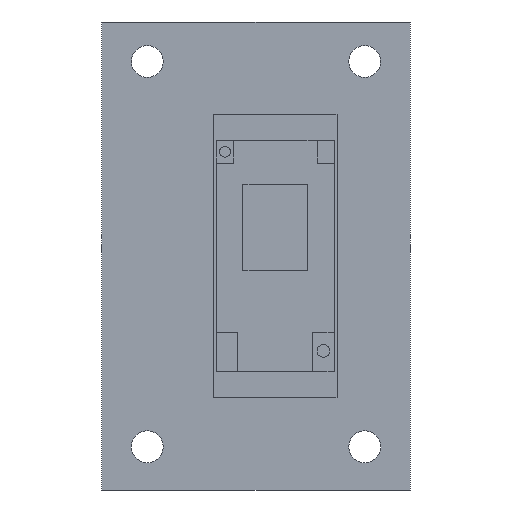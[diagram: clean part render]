
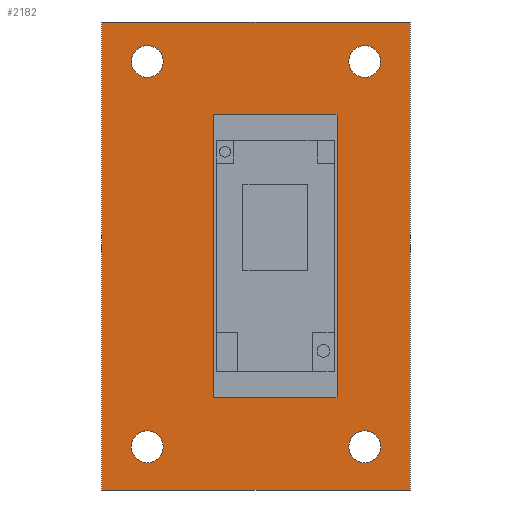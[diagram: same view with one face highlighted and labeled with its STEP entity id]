
A CAD part, front view. The second image highlights one B-rep face of the part: STEP entity #2182.
In plain terms, the highlighted planar face has unit normal (0, -1, 0).
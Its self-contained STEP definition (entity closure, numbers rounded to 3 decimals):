
#24 = ORIENTED_EDGE ( 'NONE', *, *, #995, .T. ) ;
#43 = ORIENTED_EDGE ( 'NONE', *, *, #1791, .T. ) ;
#82 = VERTEX_POINT ( 'NONE', #2161 ) ;
#87 = VERTEX_POINT ( 'NONE', #3032 ) ;
#96 = AXIS2_PLACEMENT_3D ( 'NONE', #3498, #1641, #415 ) ;
#120 = AXIS2_PLACEMENT_3D ( 'NONE', #4088, #631, #250 ) ;
#131 = FACE_BOUND ( 'NONE', #4172, .T. ) ;
#158 = CARTESIAN_POINT ( 'NONE',  ( 132.995, 0., -66.543 ) ) ;
#178 = DIRECTION ( 'NONE',  ( 0., 1., 0. ) ) ;
#218 = CIRCLE ( 'NONE', #1619, 1.125 ) ;
#223 = CIRCLE ( 'NONE', #96, 1.125 ) ;
#234 = VERTEX_POINT ( 'NONE', #3778 ) ;
#250 = DIRECTION ( 'NONE',  ( 0., 0., 1. ) ) ;
#343 = CARTESIAN_POINT ( 'NONE',  ( 154.788, 0., -66.543 ) ) ;
#392 = CARTESIAN_POINT ( 'NONE',  ( 132.995, 0., -66.543 ) ) ;
#395 = ORIENTED_EDGE ( 'NONE', *, *, #2775, .T. ) ;
#415 = DIRECTION ( 'NONE',  ( 0., 0., 1. ) ) ;
#462 = EDGE_CURVE ( 'NONE', #4611, #4108, #640, .T. ) ;
#486 = AXIS2_PLACEMENT_3D ( 'NONE', #2990, #4168, #3723 ) ;
#495 = DIRECTION ( 'NONE',  ( 0., 1., 0. ) ) ;
#547 = FACE_BOUND ( 'NONE', #4493, .T. ) ;
#559 = DIRECTION ( 'NONE',  ( 0., 0., 1. ) ) ;
#596 = EDGE_LOOP ( 'NONE', ( #4855, #43 ) ) ;
#601 = CARTESIAN_POINT ( 'NONE',  ( 154.788, 0., -99.563 ) ) ;
#631 = DIRECTION ( 'NONE',  ( 0., 1., 0. ) ) ;
#640 = CIRCLE ( 'NONE', #120, 1.125 ) ;
#686 = CARTESIAN_POINT ( 'NONE',  ( 136.22, 0., -96.515 ) ) ;
#695 = CARTESIAN_POINT ( 'NONE',  ( 140.894, 0., -73.043 ) ) ;
#698 = LINE ( 'NONE', #3840, #2879 ) ;
#729 = FACE_BOUND ( 'NONE', #1010, .T. ) ;
#775 = CARTESIAN_POINT ( 'NONE',  ( 136.22, 0., -95.39 ) ) ;
#878 = EDGE_CURVE ( 'NONE', #3839, #87, #1428, .T. ) ;
#905 = CARTESIAN_POINT ( 'NONE',  ( 140.894, 0., -73.043 ) ) ;
#907 = EDGE_LOOP ( 'NONE', ( #1540, #1035, #1337, #3920 ) ) ;
#963 = CARTESIAN_POINT ( 'NONE',  ( 136.22, 0., -69.337 ) ) ;
#995 = EDGE_CURVE ( 'NONE', #3499, #4055, #4743, .T. ) ;
#1010 = EDGE_LOOP ( 'NONE', ( #4465, #1958 ) ) ;
#1035 = ORIENTED_EDGE ( 'NONE', *, *, #4779, .F. ) ;
#1062 = EDGE_CURVE ( 'NONE', #82, #2019, #4384, .T. ) ;
#1073 = CARTESIAN_POINT ( 'NONE',  ( 151.562, 0., -95.39 ) ) ;
#1087 = FACE_OUTER_BOUND ( 'NONE', #907, .T. ) ;
#1124 = CIRCLE ( 'NONE', #1397, 1.125 ) ;
#1151 = DIRECTION ( 'NONE',  ( 0., 0., 1. ) ) ;
#1197 = DIRECTION ( 'NONE',  ( 0., 1., 0. ) ) ;
#1223 = VECTOR ( 'NONE', #1151, 1000. ) ;
#1306 = CARTESIAN_POINT ( 'NONE',  ( 151.562, 0., -97.64 ) ) ;
#1329 = CARTESIAN_POINT ( 'NONE',  ( 149.606, 0., -73.043 ) ) ;
#1337 = ORIENTED_EDGE ( 'NONE', *, *, #2827, .F. ) ;
#1350 = VERTEX_POINT ( 'NONE', #4018 ) ;
#1397 = AXIS2_PLACEMENT_3D ( 'NONE', #3561, #495, #1654 ) ;
#1428 = CIRCLE ( 'NONE', #4163, 1.125 ) ;
#1460 = ORIENTED_EDGE ( 'NONE', *, *, #2457, .T. ) ;
#1513 = CARTESIAN_POINT ( 'NONE',  ( 136.22, 0., -68.212 ) ) ;
#1522 = CIRCLE ( 'NONE', #4531, 1.125 ) ;
#1540 = ORIENTED_EDGE ( 'NONE', *, *, #1665, .F. ) ;
#1563 = LINE ( 'NONE', #3604, #3487 ) ;
#1575 = CARTESIAN_POINT ( 'NONE',  ( 151.562, 0., -70.462 ) ) ;
#1582 = VERTEX_POINT ( 'NONE', #1575 ) ;
#1586 = VERTEX_POINT ( 'NONE', #775 ) ;
#1619 = AXIS2_PLACEMENT_3D ( 'NONE', #1630, #1197, #2810 ) ;
#1630 = CARTESIAN_POINT ( 'NONE',  ( 136.22, 0., -69.337 ) ) ;
#1641 = DIRECTION ( 'NONE',  ( 0., 1., 0. ) ) ;
#1646 = ORIENTED_EDGE ( 'NONE', *, *, #4948, .T. ) ;
#1654 = DIRECTION ( 'NONE',  ( 0., 0., 1. ) ) ;
#1665 = EDGE_CURVE ( 'NONE', #3984, #82, #1863, .T. ) ;
#1700 = VERTEX_POINT ( 'NONE', #2115 ) ;
#1735 = DIRECTION ( 'NONE',  ( 0., 1., 0. ) ) ;
#1791 = EDGE_CURVE ( 'NONE', #234, #1582, #1124, .T. ) ;
#1825 = DIRECTION ( 'NONE',  ( -1., 0., 0. ) ) ;
#1833 = DIRECTION ( 'NONE',  ( 0., 0., 1. ) ) ;
#1863 = LINE ( 'NONE', #392, #4499 ) ;
#1928 = EDGE_CURVE ( 'NONE', #1700, #1586, #1522, .T. ) ;
#1945 = CARTESIAN_POINT ( 'NONE',  ( 132.995, 0., -99.563 ) ) ;
#1958 = ORIENTED_EDGE ( 'NONE', *, *, #462, .T. ) ;
#1989 = CIRCLE ( 'NONE', #486, 1.125 ) ;
#2019 = VERTEX_POINT ( 'NONE', #601 ) ;
#2115 = CARTESIAN_POINT ( 'NONE',  ( 136.22, 0., -97.64 ) ) ;
#2154 = CARTESIAN_POINT ( 'NONE',  ( 149.606, 0., -93.063 ) ) ;
#2161 = CARTESIAN_POINT ( 'NONE',  ( 154.788, 0., -66.543 ) ) ;
#2182 = ADVANCED_FACE ( 'NONE', ( #1087, #547, #131, #729, #2370, #4046 ), #4915, .F. ) ;
#2198 = EDGE_LOOP ( 'NONE', ( #3681, #3464 ) ) ;
#2205 = CARTESIAN_POINT ( 'NONE',  ( 140.894, 0., -93.063 ) ) ;
#2210 = DIRECTION ( 'NONE',  ( 0., 1., 0. ) ) ;
#2222 = CARTESIAN_POINT ( 'NONE',  ( 132.995, 0., -99.563 ) ) ;
#2369 = ORIENTED_EDGE ( 'NONE', *, *, #1928, .T. ) ;
#2370 = FACE_BOUND ( 'NONE', #596, .T. ) ;
#2457 = EDGE_CURVE ( 'NONE', #4096, #3499, #1563, .T. ) ;
#2615 = DIRECTION ( 'NONE',  ( 0., 0., 1. ) ) ;
#2655 = VERTEX_POINT ( 'NONE', #2222 ) ;
#2671 = CARTESIAN_POINT ( 'NONE',  ( 0., 0., 0. ) ) ;
#2727 = DIRECTION ( 'NONE',  ( 1., 0., 0. ) ) ;
#2775 = EDGE_CURVE ( 'NONE', #4055, #1350, #4181, .T. ) ;
#2810 = DIRECTION ( 'NONE',  ( 0., 0., 1. ) ) ;
#2827 = EDGE_CURVE ( 'NONE', #2019, #2655, #3261, .T. ) ;
#2855 = DIRECTION ( 'NONE',  ( 0., 0., -1. ) ) ;
#2876 = EDGE_CURVE ( 'NONE', #4108, #4611, #223, .T. ) ;
#2879 = VECTOR ( 'NONE', #4221, 1000. ) ;
#2990 = CARTESIAN_POINT ( 'NONE',  ( 151.562, 0., -69.337 ) ) ;
#3026 = EDGE_CURVE ( 'NONE', #1586, #1700, #4650, .T. ) ;
#3032 = CARTESIAN_POINT ( 'NONE',  ( 136.22, 0., -70.462 ) ) ;
#3051 = DIRECTION ( 'NONE',  ( 0., 1., 0. ) ) ;
#3113 = LINE ( 'NONE', #905, #4442 ) ;
#3261 = LINE ( 'NONE', #1945, #3792 ) ;
#3269 = DIRECTION ( 'NONE',  ( 1., 0., 0. ) ) ;
#3293 = VECTOR ( 'NONE', #1825, 1000. ) ;
#3332 = ORIENTED_EDGE ( 'NONE', *, *, #3026, .T. ) ;
#3464 = ORIENTED_EDGE ( 'NONE', *, *, #878, .T. ) ;
#3477 = DIRECTION ( 'NONE',  ( 0., 0., -1. ) ) ;
#3487 = VECTOR ( 'NONE', #2855, 1000. ) ;
#3498 = CARTESIAN_POINT ( 'NONE',  ( 151.562, 0., -96.515 ) ) ;
#3499 = VERTEX_POINT ( 'NONE', #2154 ) ;
#3561 = CARTESIAN_POINT ( 'NONE',  ( 151.562, 0., -69.337 ) ) ;
#3604 = CARTESIAN_POINT ( 'NONE',  ( 149.606, 0., -73.043 ) ) ;
#3612 = CARTESIAN_POINT ( 'NONE',  ( 136.22, 0., -96.515 ) ) ;
#3681 = ORIENTED_EDGE ( 'NONE', *, *, #4905, .T. ) ;
#3723 = DIRECTION ( 'NONE',  ( 0., 0., 1. ) ) ;
#3759 = AXIS2_PLACEMENT_3D ( 'NONE', #2671, #3051, #2615 ) ;
#3778 = CARTESIAN_POINT ( 'NONE',  ( 151.562, 0., -68.212 ) ) ;
#3792 = VECTOR ( 'NONE', #4964, 1000. ) ;
#3839 = VERTEX_POINT ( 'NONE', #1513 ) ;
#3840 = CARTESIAN_POINT ( 'NONE',  ( 132.995, 0., -66.543 ) ) ;
#3920 = ORIENTED_EDGE ( 'NONE', *, *, #1062, .F. ) ;
#3984 = VERTEX_POINT ( 'NONE', #158 ) ;
#4018 = CARTESIAN_POINT ( 'NONE',  ( 140.894, 0., -73.043 ) ) ;
#4022 = CARTESIAN_POINT ( 'NONE',  ( 140.894, 0., -93.063 ) ) ;
#4046 = FACE_BOUND ( 'NONE', #2198, .T. ) ;
#4055 = VERTEX_POINT ( 'NONE', #4022 ) ;
#4088 = CARTESIAN_POINT ( 'NONE',  ( 151.562, 0., -96.515 ) ) ;
#4096 = VERTEX_POINT ( 'NONE', #1329 ) ;
#4108 = VERTEX_POINT ( 'NONE', #1306 ) ;
#4163 = AXIS2_PLACEMENT_3D ( 'NONE', #963, #178, #559 ) ;
#4168 = DIRECTION ( 'NONE',  ( 0., 1., 0. ) ) ;
#4172 = EDGE_LOOP ( 'NONE', ( #2369, #3332 ) ) ;
#4181 = LINE ( 'NONE', #695, #1223 ) ;
#4221 = DIRECTION ( 'NONE',  ( 0., 0., 1. ) ) ;
#4271 = AXIS2_PLACEMENT_3D ( 'NONE', #686, #2210, #1833 ) ;
#4384 = LINE ( 'NONE', #343, #4979 ) ;
#4434 = DIRECTION ( 'NONE',  ( 0., 0., 1. ) ) ;
#4442 = VECTOR ( 'NONE', #3269, 1000. ) ;
#4465 = ORIENTED_EDGE ( 'NONE', *, *, #2876, .T. ) ;
#4493 = EDGE_LOOP ( 'NONE', ( #395, #1646, #1460, #24 ) ) ;
#4499 = VECTOR ( 'NONE', #2727, 1000. ) ;
#4531 = AXIS2_PLACEMENT_3D ( 'NONE', #3612, #1735, #4434 ) ;
#4611 = VERTEX_POINT ( 'NONE', #1073 ) ;
#4650 = CIRCLE ( 'NONE', #4271, 1.125 ) ;
#4664 = EDGE_CURVE ( 'NONE', #1582, #234, #1989, .T. ) ;
#4743 = LINE ( 'NONE', #2205, #3293 ) ;
#4779 = EDGE_CURVE ( 'NONE', #2655, #3984, #698, .T. ) ;
#4855 = ORIENTED_EDGE ( 'NONE', *, *, #4664, .T. ) ;
#4905 = EDGE_CURVE ( 'NONE', #87, #3839, #218, .T. ) ;
#4915 = PLANE ( 'NONE',  #3759 ) ;
#4948 = EDGE_CURVE ( 'NONE', #1350, #4096, #3113, .T. ) ;
#4964 = DIRECTION ( 'NONE',  ( -1., 0., 0. ) ) ;
#4979 = VECTOR ( 'NONE', #3477, 1000. ) ;
